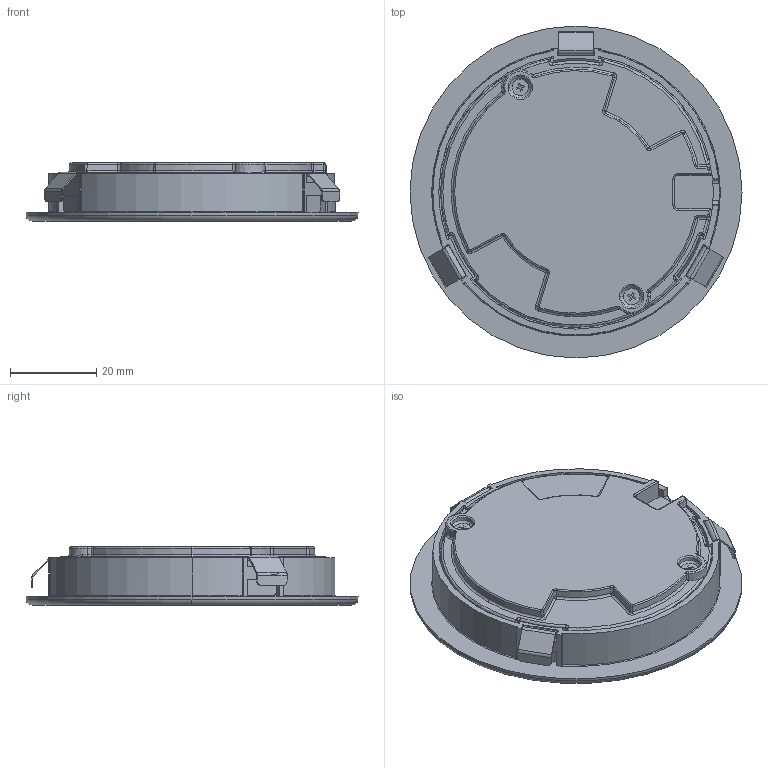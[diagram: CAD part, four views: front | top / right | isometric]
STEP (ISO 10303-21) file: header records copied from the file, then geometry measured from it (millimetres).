
FILE_DESCRIPTION (( 'STEP AP214' ), '1' );
FILE_NAME ('2000497 Moonlight 68 Emotion Schwarz.STEP', '2022-11-22T08:28:44', ( '' ), ( '' ), 'SwSTEP 2.0', 'SolidWorks 2021', '' );
FILE_SCHEMA (( 'AUTOMOTIVE_DESIGN' ));
Length unit declared in the file: millimetre
Products named in the file (1): 2000497 Moonlight 68 Emotion Schwarz
Bounding box: 77 x 77 x 13.47 mm (x, y, z)
Volume: 45545.2 mm3; surface area: 13866.9 mm2
Topology: 1 solids, 2 shells, 436 faces, 1127 edges, 683 vertices
Faces by surface type: plane 159, bspline 86, cylinder 71, cone 52, torus 51, sphere 17
Entity records: 15980 total; most frequent: CARTESIAN_POINT 5603, ORIENTED_EDGE 2208, DIRECTION 1931, EDGE_CURVE 1104, AXIS2_PLACEMENT_3D 747, VERTEX_POINT 683, EDGE_LOOP 451, VECTOR 437
